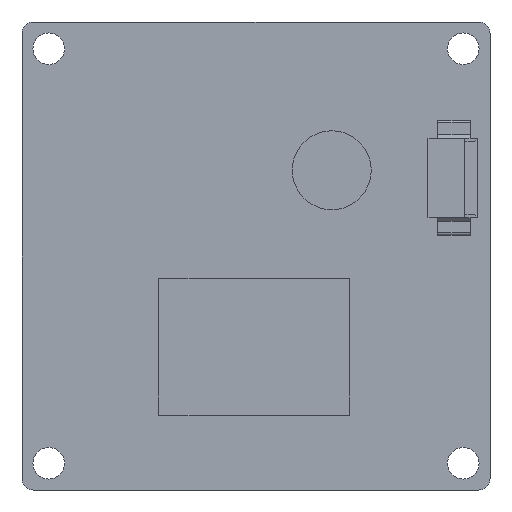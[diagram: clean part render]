
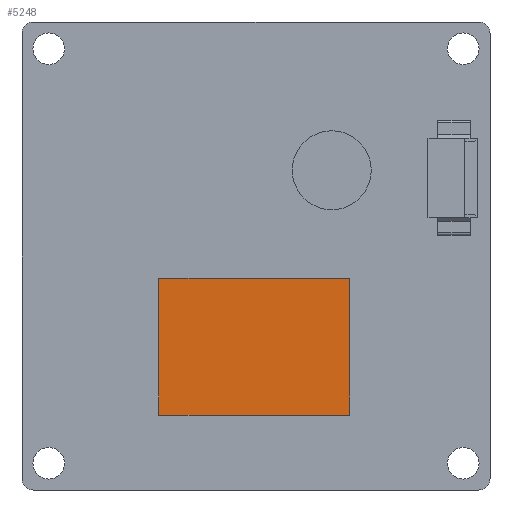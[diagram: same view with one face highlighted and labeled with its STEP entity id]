
A CAD part, front view. The second image highlights one B-rep face of the part: STEP entity #5248.
In plain terms, the highlighted planar face has unit normal (0, -1, 0).
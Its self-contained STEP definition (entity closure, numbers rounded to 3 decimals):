
#135 = EDGE_CURVE ( 'NONE', #6910, #1867, #588, .T. ) ;
#215 = CARTESIAN_POINT ( 'NONE',  ( 28., -2.426, -21.9 ) ) ;
#229 = LINE ( 'NONE', #907, #946 ) ;
#333 = ORIENTED_EDGE ( 'NONE', *, *, #6497, .T. ) ;
#338 = FACE_OUTER_BOUND ( 'NONE', #1812, .T. ) ;
#537 = LINE ( 'NONE', #2966, #1434 ) ;
#588 = LINE ( 'NONE', #4797, #3337 ) ;
#800 = VERTEX_POINT ( 'NONE', #1009 ) ;
#907 = CARTESIAN_POINT ( 'NONE',  ( 11.7, -2.426, -21.9 ) ) ;
#946 = VECTOR ( 'NONE', #3101, 1000. ) ;
#1009 = CARTESIAN_POINT ( 'NONE',  ( 11.7, -2.426, -21.9 ) ) ;
#1434 = VECTOR ( 'NONE', #5128, 1000. ) ;
#1508 = ORIENTED_EDGE ( 'NONE', *, *, #2012, .T. ) ;
#1809 = CARTESIAN_POINT ( 'NONE',  ( 0., -2.426, 0. ) ) ;
#1812 = EDGE_LOOP ( 'NONE', ( #1508, #5295, #5313, #333 ) ) ;
#1820 = VERTEX_POINT ( 'NONE', #4372 ) ;
#1856 = CARTESIAN_POINT ( 'NONE',  ( 28., -2.426, -33.6 ) ) ;
#1867 = VERTEX_POINT ( 'NONE', #215 ) ;
#2012 = EDGE_CURVE ( 'NONE', #800, #1820, #5592, .T. ) ;
#2357 = DIRECTION ( 'NONE',  ( 0., 0., -1. ) ) ;
#2570 = DIRECTION ( 'NONE',  ( 0., 0., 1. ) ) ;
#2966 = CARTESIAN_POINT ( 'NONE',  ( 11.7, -2.426, -33.6 ) ) ;
#3101 = DIRECTION ( 'NONE',  ( -1., 0., 0. ) ) ;
#3337 = VECTOR ( 'NONE', #2570, 1000. ) ;
#3922 = AXIS2_PLACEMENT_3D ( 'NONE', #1809, #7403, #2357 ) ;
#3972 = VECTOR ( 'NONE', #5283, 1000. ) ;
#4372 = CARTESIAN_POINT ( 'NONE',  ( 11.7, -2.426, -33.6 ) ) ;
#4707 = EDGE_CURVE ( 'NONE', #1820, #6910, #537, .T. ) ;
#4797 = CARTESIAN_POINT ( 'NONE',  ( 28., -2.426, -21.9 ) ) ;
#5128 = DIRECTION ( 'NONE',  ( 1., 0., 0. ) ) ;
#5201 = PLANE ( 'NONE',  #3922 ) ;
#5248 = ADVANCED_FACE ( 'NONE', ( #338 ), #5201, .T. ) ;
#5283 = DIRECTION ( 'NONE',  ( 0., 0., -1. ) ) ;
#5295 = ORIENTED_EDGE ( 'NONE', *, *, #4707, .T. ) ;
#5313 = ORIENTED_EDGE ( 'NONE', *, *, #135, .T. ) ;
#5351 = CARTESIAN_POINT ( 'NONE',  ( 11.7, -2.426, -21.9 ) ) ;
#5592 = LINE ( 'NONE', #5351, #3972 ) ;
#6497 = EDGE_CURVE ( 'NONE', #1867, #800, #229, .T. ) ;
#6910 = VERTEX_POINT ( 'NONE', #1856 ) ;
#7403 = DIRECTION ( 'NONE',  ( 0., -1., 0. ) ) ;
